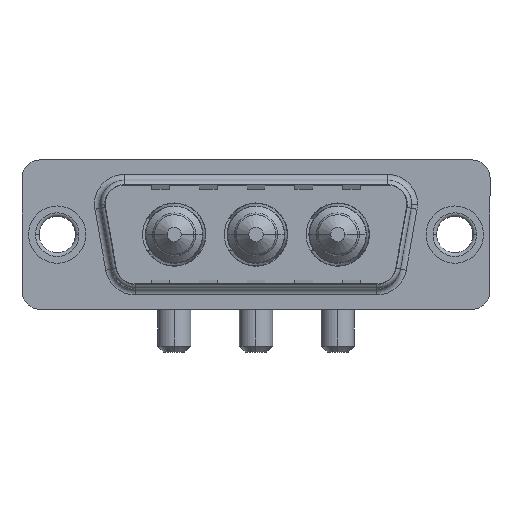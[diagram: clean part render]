
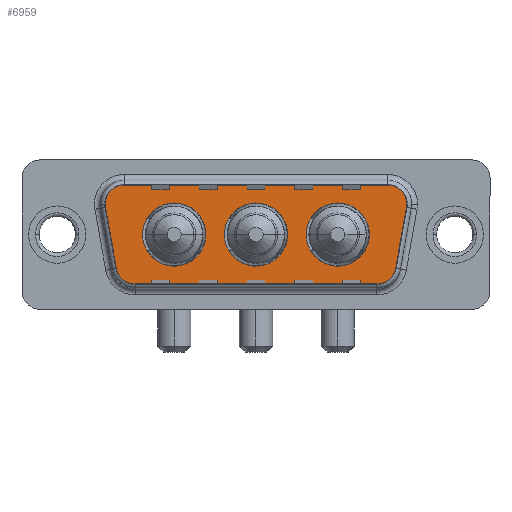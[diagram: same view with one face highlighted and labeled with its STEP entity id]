
A CAD part, top view. The second image highlights one B-rep face of the part: STEP entity #6959.
In plain terms, the highlighted planar face has unit normal (0, 0, 1).
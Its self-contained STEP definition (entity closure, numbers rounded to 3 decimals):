
#45 = ORIENTED_EDGE ( 'NONE', *, *, #10057, .F. ) ;
#48 = CARTESIAN_POINT ( 'NONE',  ( 7.15, 0., 0. ) ) ;
#139 = AXIS2_PLACEMENT_3D ( 'NONE', #1421, #4839, #588 ) ;
#147 = CIRCLE ( 'NONE', #10696, 2. ) ;
#205 = EDGE_LOOP ( 'NONE', ( #4610, #6223, #3861, #11022, #5461, #922, #2064, #5871, #1759 ) ) ;
#314 = VERTEX_POINT ( 'NONE', #1305 ) ;
#579 = DIRECTION ( 'NONE',  ( 0., 0., 1. ) ) ;
#588 = DIRECTION ( 'NONE',  ( 1., 0., 0. ) ) ;
#607 = VERTEX_POINT ( 'NONE', #1414 ) ;
#714 = AXIS2_PLACEMENT_3D ( 'NONE', #6605, #7560, #5814 ) ;
#922 = ORIENTED_EDGE ( 'NONE', *, *, #5853, .T. ) ;
#1006 = VECTOR ( 'NONE', #1396, 1000. ) ;
#1305 = CARTESIAN_POINT ( 'NONE',  ( 12.45, 0., 0. ) ) ;
#1325 = CARTESIAN_POINT ( 'NONE',  ( 9.8, 0., 0. ) ) ;
#1379 = AXIS2_PLACEMENT_3D ( 'NONE', #6596, #10746, #7206 ) ;
#1396 = DIRECTION ( 'NONE',  ( 0.174, 0.985, 0. ) ) ;
#1412 = EDGE_CURVE ( 'NONE', #5650, #1997, #9573, .T. ) ;
#1414 = CARTESIAN_POINT ( 'NONE',  ( 4.464, -3.247, 0. ) ) ;
#1421 = CARTESIAN_POINT ( 'NONE',  ( 5.411, 2.9, 0. ) ) ;
#1538 = FACE_OUTER_BOUND ( 'NONE', #205, .T. ) ;
#1645 = CARTESIAN_POINT ( 'NONE',  ( 6.434, -4.9, 0. ) ) ;
#1739 = AXIS2_PLACEMENT_3D ( 'NONE', #4398, #6492, #5587 ) ;
#1759 = ORIENTED_EDGE ( 'NONE', *, *, #4116, .T. ) ;
#1802 = CIRCLE ( 'NONE', #5553, 2.65 ) ;
#1850 = VECTOR ( 'NONE', #4182, 1000. ) ;
#1863 = VERTEX_POINT ( 'NONE', #8450 ) ;
#1991 = DIRECTION ( 'NONE',  ( 0., 0., 1. ) ) ;
#1997 = VERTEX_POINT ( 'NONE', #8776 ) ;
#2064 = ORIENTED_EDGE ( 'NONE', *, *, #6638, .T. ) ;
#2140 = CIRCLE ( 'NONE', #3568, 2.65 ) ;
#2172 = CARTESIAN_POINT ( 'NONE',  ( 3.441, 2.553, 0. ) ) ;
#2237 = CARTESIAN_POINT ( 'NONE',  ( 5.411, 4.9, 0. ) ) ;
#2328 = CARTESIAN_POINT ( 'NONE',  ( 26.866, -2.9, 0. ) ) ;
#2335 = DIRECTION ( 'NONE',  ( -1., 0., 0. ) ) ;
#2636 = AXIS2_PLACEMENT_3D ( 'NONE', #3815, #579, #6536 ) ;
#2720 = CARTESIAN_POINT ( 'NONE',  ( 3.441, 2.553, 0. ) ) ;
#2882 = VECTOR ( 'NONE', #5689, 1000. ) ;
#2992 = EDGE_CURVE ( 'NONE', #1863, #8303, #1802, .T. ) ;
#3089 = EDGE_CURVE ( 'NONE', #314, #7155, #2140, .T. ) ;
#3129 = LINE ( 'NONE', #9955, #1006 ) ;
#3157 = FACE_BOUND ( 'NONE', #5840, .T. ) ;
#3167 = CIRCLE ( 'NONE', #2636, 2. ) ;
#3214 = EDGE_LOOP ( 'NONE', ( #10977, #9691 ) ) ;
#3262 = FACE_BOUND ( 'NONE', #3214, .T. ) ;
#3426 = CARTESIAN_POINT ( 'NONE',  ( 27.889, 4.9, 0. ) ) ;
#3568 = AXIS2_PLACEMENT_3D ( 'NONE', #1325, #1991, #8864 ) ;
#3815 = CARTESIAN_POINT ( 'NONE',  ( 26.866, -2.9, 0. ) ) ;
#3849 = DIRECTION ( 'NONE',  ( 0., 0., 1. ) ) ;
#3861 = ORIENTED_EDGE ( 'NONE', *, *, #7381, .T. ) ;
#3906 = CARTESIAN_POINT ( 'NONE',  ( 6.434, -2.9, 0. ) ) ;
#4029 = CARTESIAN_POINT ( 'NONE',  ( 29.859, 2.553, 0. ) ) ;
#4116 = EDGE_CURVE ( 'NONE', #10263, #7558, #5838, .T. ) ;
#4156 = VERTEX_POINT ( 'NONE', #6745 ) ;
#4168 = DIRECTION ( 'NONE',  ( 0., 0., 1. ) ) ;
#4182 = DIRECTION ( 'NONE',  ( 1., 0., 0. ) ) ;
#4376 = AXIS2_PLACEMENT_3D ( 'NONE', #3906, #3849, #10730 ) ;
#4398 = CARTESIAN_POINT ( 'NONE',  ( 23.5, 0., 0. ) ) ;
#4610 = ORIENTED_EDGE ( 'NONE', *, *, #10083, .T. ) ;
#4839 = DIRECTION ( 'NONE',  ( 0., 0., 1. ) ) ;
#4860 = CARTESIAN_POINT ( 'NONE',  ( 6.434, -4.9, 0. ) ) ;
#4898 = FACE_BOUND ( 'NONE', #6092, .T. ) ;
#4904 = CARTESIAN_POINT ( 'NONE',  ( 27.889, 2.9, 0. ) ) ;
#5142 = CIRCLE ( 'NONE', #1739, 2.65 ) ;
#5319 = DIRECTION ( 'NONE',  ( 1., 0., 0. ) ) ;
#5357 = ORIENTED_EDGE ( 'NONE', *, *, #1412, .F. ) ;
#5461 = ORIENTED_EDGE ( 'NONE', *, *, #6240, .T. ) ;
#5553 = AXIS2_PLACEMENT_3D ( 'NONE', #8594, #9448, #5319 ) ;
#5567 = DIRECTION ( 'NONE',  ( -1., 0., 0. ) ) ;
#5587 = DIRECTION ( 'NONE',  ( 1., 0., 0. ) ) ;
#5650 = VERTEX_POINT ( 'NONE', #9753 ) ;
#5653 = CIRCLE ( 'NONE', #4376, 2. ) ;
#5689 = DIRECTION ( 'NONE',  ( -1., 0., 0. ) ) ;
#5814 = DIRECTION ( 'NONE',  ( 1., 0., 0. ) ) ;
#5832 = EDGE_CURVE ( 'NONE', #7155, #314, #5916, .T. ) ;
#5838 = LINE ( 'NONE', #4860, #1850 ) ;
#5840 = EDGE_LOOP ( 'NONE', ( #10567, #5357 ) ) ;
#5853 = EDGE_CURVE ( 'NONE', #7870, #10752, #10523, .T. ) ;
#5871 = ORIENTED_EDGE ( 'NONE', *, *, #7877, .T. ) ;
#5916 = CIRCLE ( 'NONE', #714, 2.65 ) ;
#6092 = EDGE_LOOP ( 'NONE', ( #6858, #45 ) ) ;
#6223 = ORIENTED_EDGE ( 'NONE', *, *, #8721, .T. ) ;
#6240 = EDGE_CURVE ( 'NONE', #7169, #7870, #6530, .T. ) ;
#6302 = VERTEX_POINT ( 'NONE', #4029 ) ;
#6343 = CARTESIAN_POINT ( 'NONE',  ( 29.889, 2.9, 0. ) ) ;
#6492 = DIRECTION ( 'NONE',  ( 0., 0., 1. ) ) ;
#6530 = LINE ( 'NONE', #10074, #2882 ) ;
#6536 = DIRECTION ( 'NONE',  ( 1., 0., 0. ) ) ;
#6596 = CARTESIAN_POINT ( 'NONE',  ( 16.65, 0., 0. ) ) ;
#6605 = CARTESIAN_POINT ( 'NONE',  ( 9.8, 0., 0. ) ) ;
#6614 = DIRECTION ( 'NONE',  ( 0., 0., 1. ) ) ;
#6635 = DIRECTION ( 'NONE',  ( 0.174, -0.985, 0. ) ) ;
#6638 = EDGE_CURVE ( 'NONE', #10752, #607, #10060, .T. ) ;
#6710 = AXIS2_PLACEMENT_3D ( 'NONE', #2328, #9085, #9980 ) ;
#6733 = DIRECTION ( 'NONE',  ( 1., 0., 0. ) ) ;
#6745 = CARTESIAN_POINT ( 'NONE',  ( 28.836, -3.247, 0. ) ) ;
#6858 = ORIENTED_EDGE ( 'NONE', *, *, #2992, .F. ) ;
#6930 = CARTESIAN_POINT ( 'NONE',  ( 26.866, -4.9, 0. ) ) ;
#6959 = ADVANCED_FACE ( 'NONE', ( #4898, #3157, #3262, #1538 ), #7507, .T. ) ;
#7155 = VERTEX_POINT ( 'NONE', #48 ) ;
#7169 = VERTEX_POINT ( 'NONE', #3426 ) ;
#7206 = DIRECTION ( 'NONE',  ( 1., 0., 0. ) ) ;
#7243 = AXIS2_PLACEMENT_3D ( 'NONE', #9856, #10526, #5567 ) ;
#7306 = CIRCLE ( 'NONE', #1379, 2.65 ) ;
#7381 = EDGE_CURVE ( 'NONE', #6302, #7816, #10314, .T. ) ;
#7507 = PLANE ( 'NONE',  #6710 ) ;
#7558 = VERTEX_POINT ( 'NONE', #6930 ) ;
#7560 = DIRECTION ( 'NONE',  ( 0., 0., 1. ) ) ;
#7816 = VERTEX_POINT ( 'NONE', #6343 ) ;
#7870 = VERTEX_POINT ( 'NONE', #2237 ) ;
#7877 = EDGE_CURVE ( 'NONE', #607, #10263, #5653, .T. ) ;
#8303 = VERTEX_POINT ( 'NONE', #9145 ) ;
#8412 = CARTESIAN_POINT ( 'NONE',  ( 23.5, 0., 0. ) ) ;
#8450 = CARTESIAN_POINT ( 'NONE',  ( 19.3, 0., 0. ) ) ;
#8594 = CARTESIAN_POINT ( 'NONE',  ( 16.65, 0., 0. ) ) ;
#8721 = EDGE_CURVE ( 'NONE', #4156, #6302, #3129, .T. ) ;
#8776 = CARTESIAN_POINT ( 'NONE',  ( 26.15, 0., 0. ) ) ;
#8831 = AXIS2_PLACEMENT_3D ( 'NONE', #8412, #4168, #6733 ) ;
#8863 = VECTOR ( 'NONE', #6635, 1000. ) ;
#8864 = DIRECTION ( 'NONE',  ( 1., 0., 0. ) ) ;
#9085 = DIRECTION ( 'NONE',  ( 0., 0., 1. ) ) ;
#9145 = CARTESIAN_POINT ( 'NONE',  ( 14., 0., 0. ) ) ;
#9448 = DIRECTION ( 'NONE',  ( 0., 0., 1. ) ) ;
#9573 = CIRCLE ( 'NONE', #8831, 2.65 ) ;
#9691 = ORIENTED_EDGE ( 'NONE', *, *, #5832, .F. ) ;
#9753 = CARTESIAN_POINT ( 'NONE',  ( 20.85, 0., 0. ) ) ;
#9856 = CARTESIAN_POINT ( 'NONE',  ( 27.889, 2.9, 0. ) ) ;
#9955 = CARTESIAN_POINT ( 'NONE',  ( 29.859, 2.553, 0. ) ) ;
#9980 = DIRECTION ( 'NONE',  ( 1., 0., 0. ) ) ;
#10057 = EDGE_CURVE ( 'NONE', #8303, #1863, #7306, .T. ) ;
#10060 = LINE ( 'NONE', #2172, #8863 ) ;
#10074 = CARTESIAN_POINT ( 'NONE',  ( 5.411, 4.9, 0. ) ) ;
#10083 = EDGE_CURVE ( 'NONE', #7558, #4156, #3167, .T. ) ;
#10263 = VERTEX_POINT ( 'NONE', #1645 ) ;
#10314 = CIRCLE ( 'NONE', #7243, 2. ) ;
#10523 = CIRCLE ( 'NONE', #139, 2. ) ;
#10526 = DIRECTION ( 'NONE',  ( 0., 0., 1. ) ) ;
#10567 = ORIENTED_EDGE ( 'NONE', *, *, #10889, .F. ) ;
#10696 = AXIS2_PLACEMENT_3D ( 'NONE', #4904, #6614, #2335 ) ;
#10730 = DIRECTION ( 'NONE',  ( -1., 0., 0. ) ) ;
#10746 = DIRECTION ( 'NONE',  ( 0., 0., 1. ) ) ;
#10752 = VERTEX_POINT ( 'NONE', #2720 ) ;
#10889 = EDGE_CURVE ( 'NONE', #1997, #5650, #5142, .T. ) ;
#10977 = ORIENTED_EDGE ( 'NONE', *, *, #3089, .F. ) ;
#11022 = ORIENTED_EDGE ( 'NONE', *, *, #11028, .T. ) ;
#11028 = EDGE_CURVE ( 'NONE', #7816, #7169, #147, .T. ) ;
